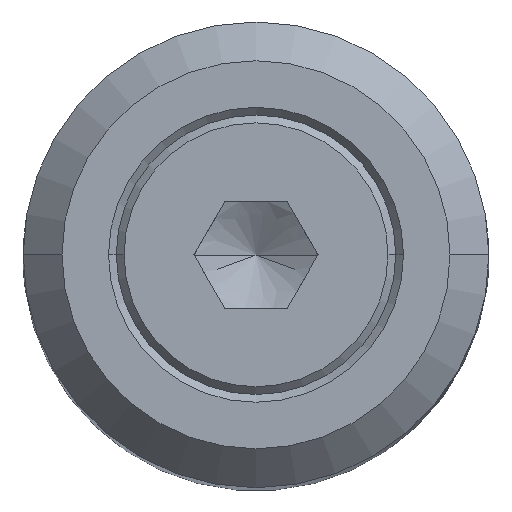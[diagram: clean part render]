
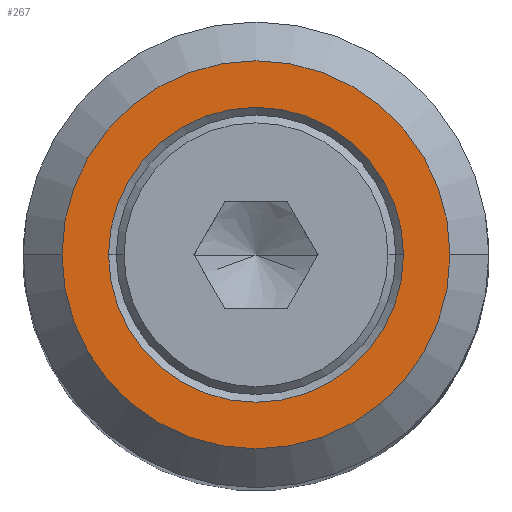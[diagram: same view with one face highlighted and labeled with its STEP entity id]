
A CAD part, top view. The second image highlights one B-rep face of the part: STEP entity #267.
In plain terms, the highlighted planar face has unit normal (0, 0, 1).
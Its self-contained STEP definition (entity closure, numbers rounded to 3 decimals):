
#267=ADVANCED_FACE('',(#688,#689),#690,.T.);
#313=VERTEX_POINT('',#741);
#319=VERTEX_POINT('',#747);
#323=EDGE_CURVE('',#319,#313,#751,.T.);
#327=VERTEX_POINT('',#755);
#335=VERTEX_POINT('',#763);
#339=EDGE_CURVE('',#327,#335,#767,.T.);
#521=EDGE_CURVE('',#335,#327,#949,.T.);
#523=EDGE_CURVE('',#313,#319,#951,.T.);
#688=FACE_OUTER_BOUND('',#1117,.T.);
#689=FACE_BOUND('',#1118,.T.);
#690=PLANE('',#1119);
#741=CARTESIAN_POINT('',(-0.95,0.,13.0));
#747=CARTESIAN_POINT('',(0.95,0.,13.0));
#751=CIRCLE('',#1226,0.95);
#755=CARTESIAN_POINT('',(-1.25,0.,13.0));
#763=CARTESIAN_POINT('',(1.25,0.,13.0));
#767=CIRCLE('',#1248,1.25);
#949=CIRCLE('',#1616,1.25);
#951=CIRCLE('',#1619,0.95);
#1117=EDGE_LOOP('',(#1947,#1948));
#1118=EDGE_LOOP('',(#1949,#1950));
#1119=AXIS2_PLACEMENT_3D('',#1951,#1952,#1953);
#1226=AXIS2_PLACEMENT_3D('',#2006,#2007,#2008);
#1248=AXIS2_PLACEMENT_3D('',#2014,#2015,#2016);
#1616=AXIS2_PLACEMENT_3D('',#2092,#2093,#2094);
#1619=AXIS2_PLACEMENT_3D('',#2095,#2096,#2097);
#1947=ORIENTED_EDGE('',*,*,#339,.T.);
#1948=ORIENTED_EDGE('',*,*,#521,.T.);
#1949=ORIENTED_EDGE('',*,*,#523,.F.);
#1950=ORIENTED_EDGE('',*,*,#323,.F.);
#1951=CARTESIAN_POINT('',(-1.1,0.,13.0));
#1952=DIRECTION('',(0.,0.,1.0));
#1953=DIRECTION('',(1.0,0.,0.0));
#2006=CARTESIAN_POINT('',(0.,0.,13.0));
#2007=DIRECTION('',(0.,0.,1.0));
#2008=DIRECTION('',(-1.0,0.,0.));
#2014=CARTESIAN_POINT('',(0.,0.,13.0));
#2015=DIRECTION('',(0.,0.,1.0));
#2016=DIRECTION('',(-1.0,0.,0.));
#2092=CARTESIAN_POINT('',(0.,0.,13.0));
#2093=DIRECTION('',(0.,0.,1.0));
#2094=DIRECTION('',(-1.0,0.,0.));
#2095=CARTESIAN_POINT('',(0.,0.,13.0));
#2096=DIRECTION('',(0.,0.,1.0));
#2097=DIRECTION('',(-1.0,0.,0.));
